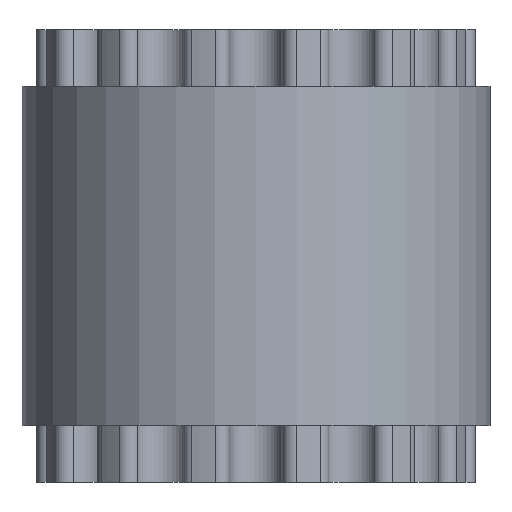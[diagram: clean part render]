
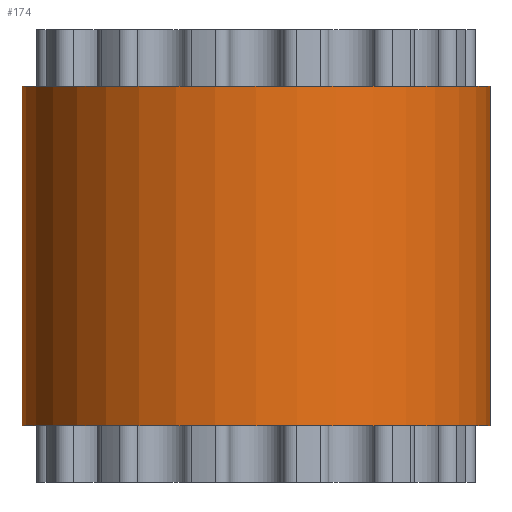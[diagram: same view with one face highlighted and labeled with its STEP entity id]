
A CAD part, front view. The second image highlights one B-rep face of the part: STEP entity #174.
In plain terms, the highlighted cylindrical face has radius 4.138 mm (diameter 8.276 mm), a full revolution.
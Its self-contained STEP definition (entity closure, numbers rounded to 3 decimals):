
#97=FACE_BOUND('',#336,.T.);
#98=FACE_BOUND('',#337,.T.);
#174=ADVANCED_FACE('',(#97,#98),#227,.T.);
#227=CYLINDRICAL_SURFACE('',#1287,4.138);
#336=EDGE_LOOP('',(#754));
#337=EDGE_LOOP('',(#755));
#754=ORIENTED_EDGE('',*,*,#1018,.T.);
#755=ORIENTED_EDGE('',*,*,#1019,.T.);
#860=VERTEX_POINT('',#1980);
#861=VERTEX_POINT('',#1982);
#1018=EDGE_CURVE('',#860,#860,#1124,.T.);
#1019=EDGE_CURVE('',#861,#861,#1125,.T.);
#1124=CIRCLE('',#1285,4.138);
#1125=CIRCLE('',#1286,4.138);
#1285=AXIS2_PLACEMENT_3D('',#1979,#1658,#1659);
#1286=AXIS2_PLACEMENT_3D('',#1981,#1660,#1661);
#1287=AXIS2_PLACEMENT_3D('',#1983,#1662,#1663);
#1658=DIRECTION('',(0.,0.,1.));
#1659=DIRECTION('',(1.,0.,0.));
#1660=DIRECTION('',(0.,0.,-1.));
#1661=DIRECTION('',(1.,0.,0.));
#1662=DIRECTION('',(0.,0.,1.));
#1663=DIRECTION('',(1.,0.,0.));
#1979=CARTESIAN_POINT('',(0.,0.,1.));
#1980=CARTESIAN_POINT('',(4.138,0.,1.));
#1981=CARTESIAN_POINT('',(0.,0.,7.));
#1982=CARTESIAN_POINT('',(4.138,0.,7.));
#1983=CARTESIAN_POINT('',(0.,0.,1.));
